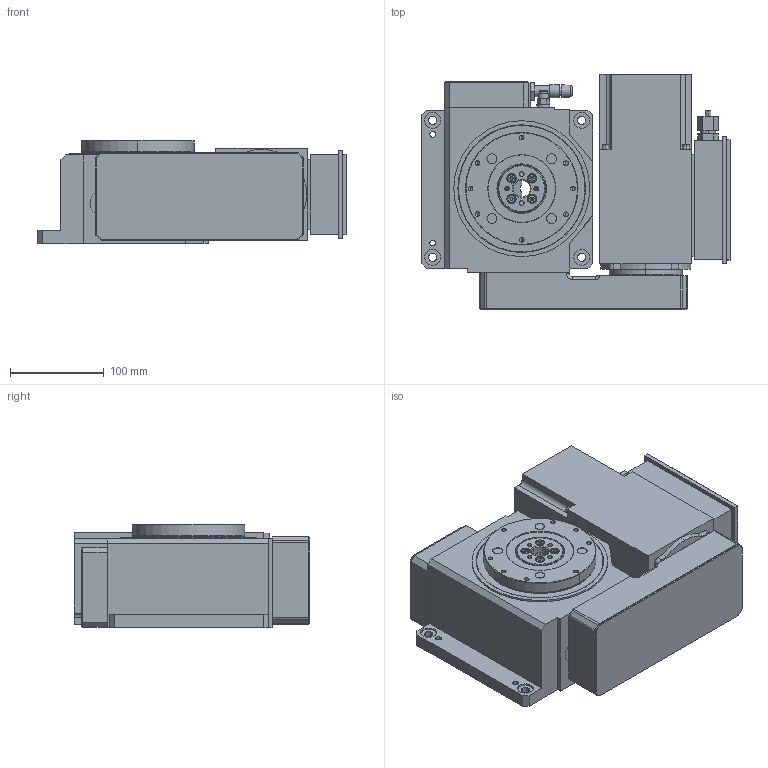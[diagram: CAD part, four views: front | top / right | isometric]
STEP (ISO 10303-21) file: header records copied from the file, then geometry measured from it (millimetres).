
FILE_DESCRIPTION(('STEP AP214'),'1');
FILE_NAME('cctmp_D65ED1D5-096A-408A-BCB9-0C72CFB68CB4_2025_02_05_16_04_14_0200_88732..stp','2025-02-05T15:04:14',('WEISS GmbH'),('CADClick - www.CADClick.com'),'Spatial InterOp 3D',' ','unknown authorization');
FILE_SCHEMA(('AUTOMOTIVE_DESIGN'));
Length unit declared in the file: millimetre
Products named in the file (19): TC0120G-0000-0000-10; 2025_02_05_16_04_14_0200; TC0120G-0000-0000-10_1; 2025_02_05_16_04_14_0185; 2025_02_05_16_04_14_0169; 2025_02_05_16_04_14_0154; 2025_02_05_16_04_14_0138; 2025_02_05_16_04_14_0122; 2025_02_05_16_04_14_0107; 2025_02_05_16_04_14_0091; 2025_02_05_16_04_14_0075; 2025_02_05_16_04_14_0060; 2025_02_05_16_04_14_0044; 2025_02_05_16_04_14_0028; 2025_02_05_16_04_14_0012; 2025_02_05_16_04_13_0996; 2025_02_05_16_04_13_0981; 2025_02_05_16_04_13_0965; 2025_02_05_16_04_13_0950
Assembly tree (18 placements, depth 2):
  TC0120G-0000-0000-10
    2025_02_05_16_04_14_0200
    TC0120G-0000-0000-10_1
    2025_02_05_16_04_14_0185
    2025_02_05_16_04_14_0169
    2025_02_05_16_04_14_0154
    2025_02_05_16_04_14_0138
    2025_02_05_16_04_14_0122
    2025_02_05_16_04_14_0107
    2025_02_05_16_04_14_0091
    2025_02_05_16_04_14_0075
    2025_02_05_16_04_14_0060
    2025_02_05_16_04_14_0044
    2025_02_05_16_04_14_0028
    2025_02_05_16_04_14_0012
    2025_02_05_16_04_13_0996
    2025_02_05_16_04_13_0981
    2025_02_05_16_04_13_0965
    2025_02_05_16_04_13_0950
Bounding box: 328.73 x 251 x 110 mm (x, y, z)
Volume: 5535247.3 mm3; surface area: 501708.9 mm2
Topology: 18 solids, 18 shells, 916 faces, 2168 edges, 1345 vertices
Faces by surface type: cylinder 362, plane 357, cone 171, torus 23, sphere 2, bspline 1
Entity records: 34543 total; most frequent: CARTESIAN_POINT 5240, DIRECTION 4761, ORIENTED_EDGE 4196, EDGE_CURVE 2098, AXIS2_PLACEMENT_3D 1810, VERTEX_POINT 1345, LINE 1141, VECTOR 1141
